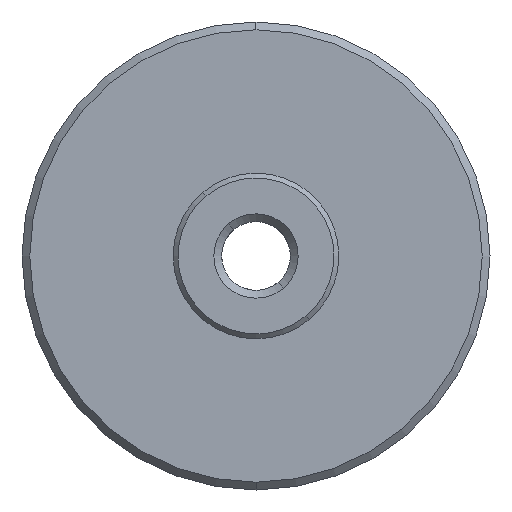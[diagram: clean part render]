
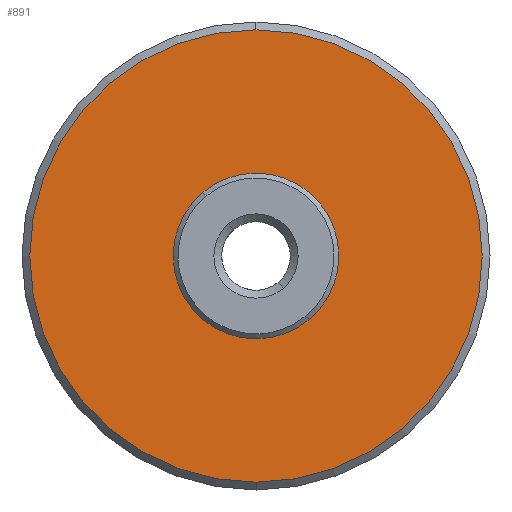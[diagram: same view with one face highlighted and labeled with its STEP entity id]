
A CAD part, left-side view. The second image highlights one B-rep face of the part: STEP entity #891.
In plain terms, the highlighted planar face has unit normal (-1, 0, 0).
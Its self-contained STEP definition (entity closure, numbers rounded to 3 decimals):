
#7 = VERTEX_POINT ( 'NONE', #250 ) ;
#250 = CARTESIAN_POINT ( 'NONE',  ( 0., 0., -23.2 ) ) ;
#263 = VERTEX_POINT ( 'NONE', #486 ) ;
#459 = VERTEX_POINT ( 'NONE', #559 ) ;
#486 = CARTESIAN_POINT ( 'NONE',  ( 0., 0., 6.25 ) ) ;
#559 = CARTESIAN_POINT ( 'NONE',  ( 0., 0., 23.2 ) ) ;
#595 = CARTESIAN_POINT ( 'NONE',  ( 0., 0., -6.25 ) ) ;
#637 = ORIENTED_EDGE ( 'NONE', *, *, #1839, .T. ) ;
#641 = ORIENTED_EDGE ( 'NONE', *, *, #1991, .F. ) ;
#645 = ORIENTED_EDGE ( 'NONE', *, *, #1604, .T. ) ;
#657 = ORIENTED_EDGE ( 'NONE', *, *, #1612, .F. ) ;
#666 = DIRECTION ( 'NONE',  ( -1., 0., 0. ) ) ;
#667 = CARTESIAN_POINT ( 'NONE',  ( 0., 23.2, 0. ) ) ;
#670 = PLANE ( 'NONE',  #1391 ) ;
#672 = DIRECTION ( 'NONE',  ( 0., 0., 1. ) ) ;
#700 = AXIS2_PLACEMENT_3D ( 'NONE', #2196, #2216, #2217 ) ;
#803 = CARTESIAN_POINT ( 'NONE',  ( 0., 0., 0. ) ) ;
#820 = DIRECTION ( 'NONE',  ( 1., 0., 0. ) ) ;
#851 = VERTEX_POINT ( 'NONE', #595 ) ;
#891 = ADVANCED_FACE ( 'NONE', ( #1948, #1951 ), #670, .T. ) ;
#899 = DIRECTION ( 'NONE',  ( 0., 0., -1. ) ) ;
#1001 = AXIS2_PLACEMENT_3D ( 'NONE', #803, #820, #899 ) ;
#1161 = AXIS2_PLACEMENT_3D ( 'NONE', #1245, #1246, #1250 ) ;
#1167 = CIRCLE ( 'NONE', #700, 23.2 ) ;
#1173 = AXIS2_PLACEMENT_3D ( 'NONE', #1195, #1205, #1207 ) ;
#1195 = CARTESIAN_POINT ( 'NONE',  ( 0., 0., 0. ) ) ;
#1205 = DIRECTION ( 'NONE',  ( 1., 0., 0. ) ) ;
#1207 = DIRECTION ( 'NONE',  ( 0., 0., -1. ) ) ;
#1245 = CARTESIAN_POINT ( 'NONE',  ( 0., 0., 0. ) ) ;
#1246 = DIRECTION ( 'NONE',  ( 1., 0., 0. ) ) ;
#1250 = DIRECTION ( 'NONE',  ( 0., 0., -1. ) ) ;
#1288 = EDGE_LOOP ( 'NONE', ( #641, #657 ) ) ;
#1357 = CIRCLE ( 'NONE', #1001, 6.25 ) ;
#1391 = AXIS2_PLACEMENT_3D ( 'NONE', #667, #666, #672 ) ;
#1604 = EDGE_CURVE ( 'NONE', #263, #851, #1613, .T. ) ;
#1612 = EDGE_CURVE ( 'NONE', #459, #7, #1623, .T. ) ;
#1613 = CIRCLE ( 'NONE', #1173, 6.25 ) ;
#1623 = CIRCLE ( 'NONE', #1161, 23.2 ) ;
#1677 = EDGE_LOOP ( 'NONE', ( #637, #645 ) ) ;
#1839 = EDGE_CURVE ( 'NONE', #851, #263, #1357, .T. ) ;
#1948 = FACE_BOUND ( 'NONE', #1677, .T. ) ;
#1951 = FACE_OUTER_BOUND ( 'NONE', #1288, .T. ) ;
#1991 = EDGE_CURVE ( 'NONE', #7, #459, #1167, .T. ) ;
#2196 = CARTESIAN_POINT ( 'NONE',  ( 0., 0., 0. ) ) ;
#2216 = DIRECTION ( 'NONE',  ( 1., 0., 0. ) ) ;
#2217 = DIRECTION ( 'NONE',  ( 0., 0., -1. ) ) ;
